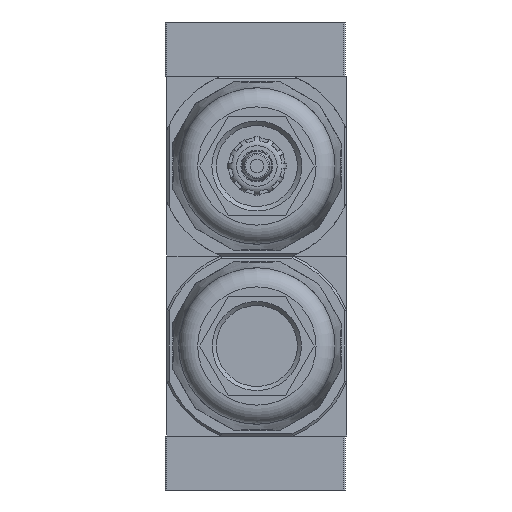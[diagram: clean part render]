
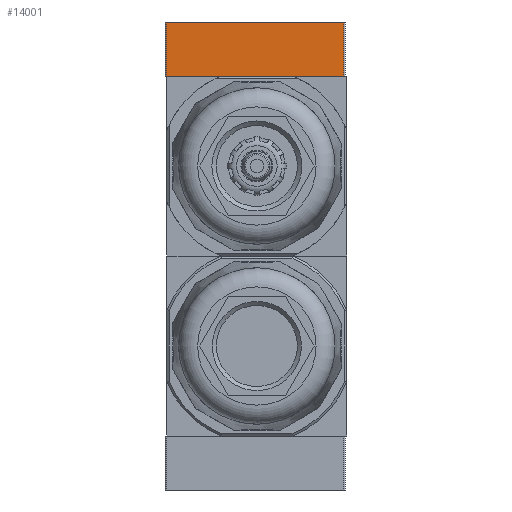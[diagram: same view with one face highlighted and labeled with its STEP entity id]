
A CAD part, front view. The second image highlights one B-rep face of the part: STEP entity #14001.
In plain terms, the highlighted planar face has unit normal (0, -1, 0).
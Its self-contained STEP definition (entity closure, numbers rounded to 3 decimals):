
#1697=ORIENTED_EDGE('',*,*,#5908,.T.);
#1698=ORIENTED_EDGE('',*,*,#5934,.F.);
#1699=ORIENTED_EDGE('',*,*,#5935,.F.);
#1700=ORIENTED_EDGE('',*,*,#5932,.T.);
#5908=EDGE_CURVE('',#8029,#8028,#9495,.T.);
#5932=EDGE_CURVE('',#8051,#8029,#9505,.T.);
#5934=EDGE_CURVE('',#8052,#8028,#9506,.T.);
#5935=EDGE_CURVE('',#8051,#8052,#9507,.T.);
#8028=VERTEX_POINT('',#25036);
#8029=VERTEX_POINT('',#25038);
#8051=VERTEX_POINT('',#25086);
#8052=VERTEX_POINT('',#25090);
#9495=LINE('',#25037,#10437);
#9505=LINE('',#25085,#10447);
#9506=LINE('',#25089,#10448);
#9507=LINE('',#25091,#10449);
#10437=VECTOR('',#20821,1000.);
#10447=VECTOR('',#20863,1000.);
#10448=VECTOR('',#20868,1000.);
#10449=VECTOR('',#20869,1000.);
#11384=EDGE_LOOP('',(#1697,#1698,#1699,#1700));
#12462=FACE_BOUND('',#11384,.T.);
#13544=PLANE('',#19194);
#14001=ADVANCED_FACE('',(#12462),#13544,.F.);
#19194=AXIS2_PLACEMENT_3D('',#25088,#20866,#20867);
#20821=DIRECTION('',(1.,0.,0.));
#20863=DIRECTION('',(0.,0.,-1.));
#20866=DIRECTION('',(0.,1.,0.));
#20867=DIRECTION('',(0.,0.,1.));
#20868=DIRECTION('',(0.,0.,-1.));
#20869=DIRECTION('',(1.,0.,0.));
#25036=CARTESIAN_POINT('',(19.7,-10.,-6.));
#25037=CARTESIAN_POINT('',(-19.7,-10.,-6.));
#25038=CARTESIAN_POINT('',(-19.7,-10.,-6.));
#25085=CARTESIAN_POINT('',(-19.7,-10.,6.));
#25086=CARTESIAN_POINT('',(-19.7,-10.,6.));
#25088=CARTESIAN_POINT('',(-19.7,-10.,6.));
#25089=CARTESIAN_POINT('',(19.7,-10.,6.));
#25090=CARTESIAN_POINT('',(19.7,-10.,6.));
#25091=CARTESIAN_POINT('',(-19.7,-10.,6.));
